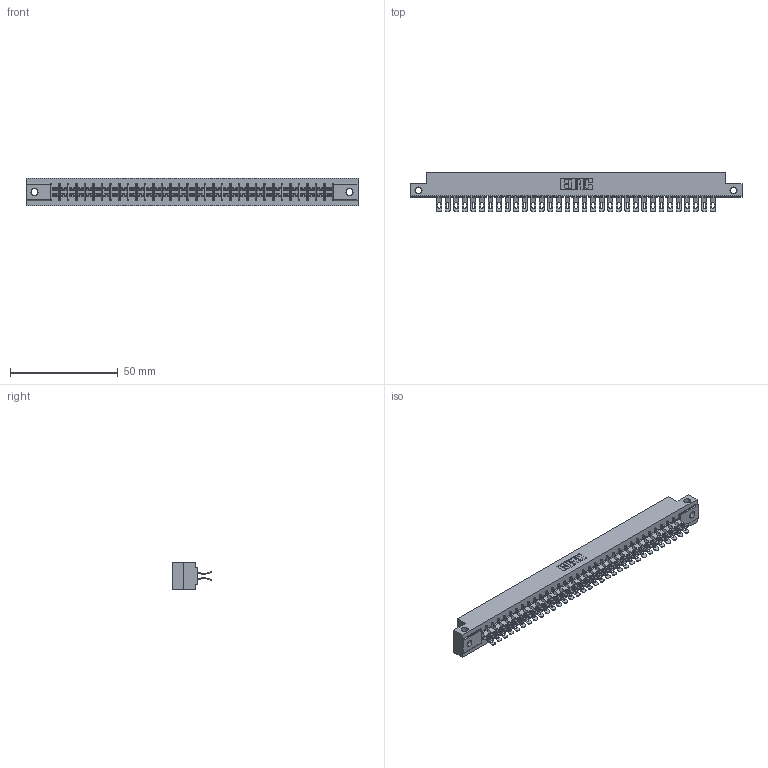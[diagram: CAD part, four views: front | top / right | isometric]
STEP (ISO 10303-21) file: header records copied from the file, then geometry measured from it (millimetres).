
FILE_DESCRIPTION (( 'STEP AP203' ), '1' );
FILE_NAME ('355-066-555-212.STEP', '2020-09-20T09:11:51', ( '' ), ( '' ), 'SwSTEP 2.0', 'SolidWorks 2020', '' );
FILE_SCHEMA (( 'CONFIG_CONTROL_DESIGN' ));
Length unit declared in the file: inch
Products named in the file (3): 305 Part_.128 Dia; 355-066-555-212; 305-290-001_555
Assembly tree (67 placements, depth 2):
  355-066-555-212
    305 Part_.128 Dia
    305-290-001_555  x66
Bounding box: 153.77 x 18.41 x 12.7 mm (x, y, z)
Volume: 15976.4 mm3; surface area: 21451.7 mm2
Topology: 67 solids, 67 shells, 4484 faces, 13387 edges, 8742 vertices
Faces by surface type: plane 2180, cylinder 2172, sphere 132
Entity records: 37856 total; most frequent: CARTESIAN_POINT 6331, ORIENTED_EDGE 6230, DIRECTION 6065, EDGE_CURVE 3115, VECTOR 2473, LINE 2473, VERTEX_POINT 1982, AXIS2_PLACEMENT_3D 1796
